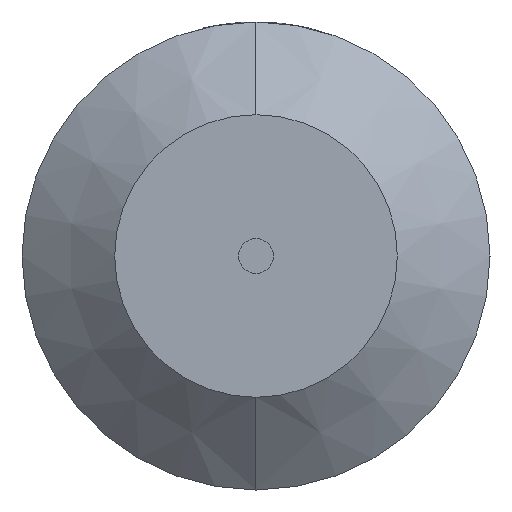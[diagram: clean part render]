
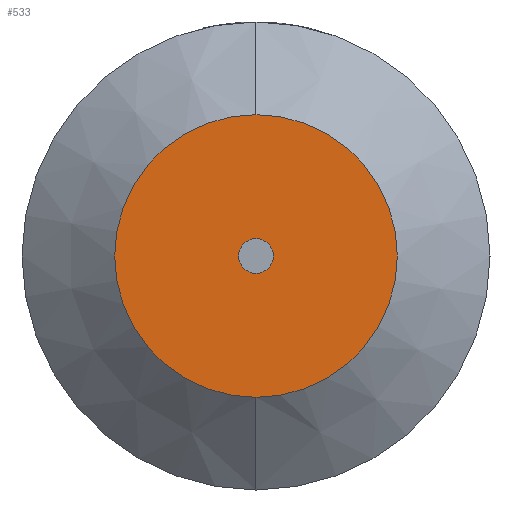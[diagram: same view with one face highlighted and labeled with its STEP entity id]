
A CAD part, left-side view. The second image highlights one B-rep face of the part: STEP entity #533.
In plain terms, the highlighted planar face has unit normal (-1, 0, 0).
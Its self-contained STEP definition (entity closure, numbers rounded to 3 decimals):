
#60 = VERTEX_POINT ( 'NONE', #2243 ) ;
#101 = PLANE ( 'NONE',  #193 ) ;
#132 = EDGE_CURVE ( 'NONE', #60, #3025, #2898, .T. ) ;
#182 = CARTESIAN_POINT ( 'NONE',  ( 0., 0., -2.658 ) ) ;
#193 = AXIS2_PLACEMENT_3D ( 'NONE', #792, #307, #1029 ) ;
#307 = DIRECTION ( 'NONE',  ( 1., 0., 0. ) ) ;
#346 = CARTESIAN_POINT ( 'NONE',  ( 0., 0., 0.325 ) ) ;
#413 = EDGE_CURVE ( 'NONE', #3025, #60, #2695, .T. ) ;
#533 = ADVANCED_FACE ( 'NONE', ( #2344, #2693 ), #101, .F. ) ;
#554 = CARTESIAN_POINT ( 'NONE',  ( 0., 0., -0.325 ) ) ;
#598 = AXIS2_PLACEMENT_3D ( 'NONE', #1929, #2187, #1434 ) ;
#599 = CIRCLE ( 'NONE', #1103, 0.325 ) ;
#610 = ORIENTED_EDGE ( 'NONE', *, *, #2387, .T. ) ;
#792 = CARTESIAN_POINT ( 'NONE',  ( 0., 0., 0. ) ) ;
#1005 = CARTESIAN_POINT ( 'NONE',  ( 0., 0., 0. ) ) ;
#1029 = DIRECTION ( 'NONE',  ( 0., 0., -1. ) ) ;
#1103 = AXIS2_PLACEMENT_3D ( 'NONE', #1316, #2594, #2871 ) ;
#1263 = DIRECTION ( 'NONE',  ( 0., 0., 1. ) ) ;
#1316 = CARTESIAN_POINT ( 'NONE',  ( 0., 0., 0. ) ) ;
#1434 = DIRECTION ( 'NONE',  ( 0., 0., -1. ) ) ;
#1562 = DIRECTION ( 'NONE',  ( 0., 0., 1. ) ) ;
#1596 = EDGE_LOOP ( 'NONE', ( #610, #2064 ) ) ;
#1835 = CARTESIAN_POINT ( 'NONE',  ( 0., 0., 0. ) ) ;
#1916 = AXIS2_PLACEMENT_3D ( 'NONE', #1835, #2333, #1562 ) ;
#1929 = CARTESIAN_POINT ( 'NONE',  ( 0., 0., 0. ) ) ;
#1964 = CIRCLE ( 'NONE', #598, 0.325 ) ;
#1972 = EDGE_LOOP ( 'NONE', ( #3144, #2948 ) ) ;
#2064 = ORIENTED_EDGE ( 'NONE', *, *, #2689, .T. ) ;
#2187 = DIRECTION ( 'NONE',  ( 1., 0., 0. ) ) ;
#2227 = AXIS2_PLACEMENT_3D ( 'NONE', #1005, #2557, #1263 ) ;
#2243 = CARTESIAN_POINT ( 'NONE',  ( 0., 0., 2.658 ) ) ;
#2247 = VERTEX_POINT ( 'NONE', #554 ) ;
#2333 = DIRECTION ( 'NONE',  ( -1., 0., 0. ) ) ;
#2344 = FACE_BOUND ( 'NONE', #1596, .T. ) ;
#2387 = EDGE_CURVE ( 'NONE', #2247, #2694, #1964, .T. ) ;
#2557 = DIRECTION ( 'NONE',  ( -1., 0., 0. ) ) ;
#2594 = DIRECTION ( 'NONE',  ( 1., 0., 0. ) ) ;
#2689 = EDGE_CURVE ( 'NONE', #2694, #2247, #599, .T. ) ;
#2693 = FACE_OUTER_BOUND ( 'NONE', #1972, .T. ) ;
#2694 = VERTEX_POINT ( 'NONE', #346 ) ;
#2695 = CIRCLE ( 'NONE', #2227, 2.658 ) ;
#2871 = DIRECTION ( 'NONE',  ( 0., 0., -1. ) ) ;
#2898 = CIRCLE ( 'NONE', #1916, 2.658 ) ;
#2948 = ORIENTED_EDGE ( 'NONE', *, *, #132, .T. ) ;
#3025 = VERTEX_POINT ( 'NONE', #182 ) ;
#3144 = ORIENTED_EDGE ( 'NONE', *, *, #413, .T. ) ;
